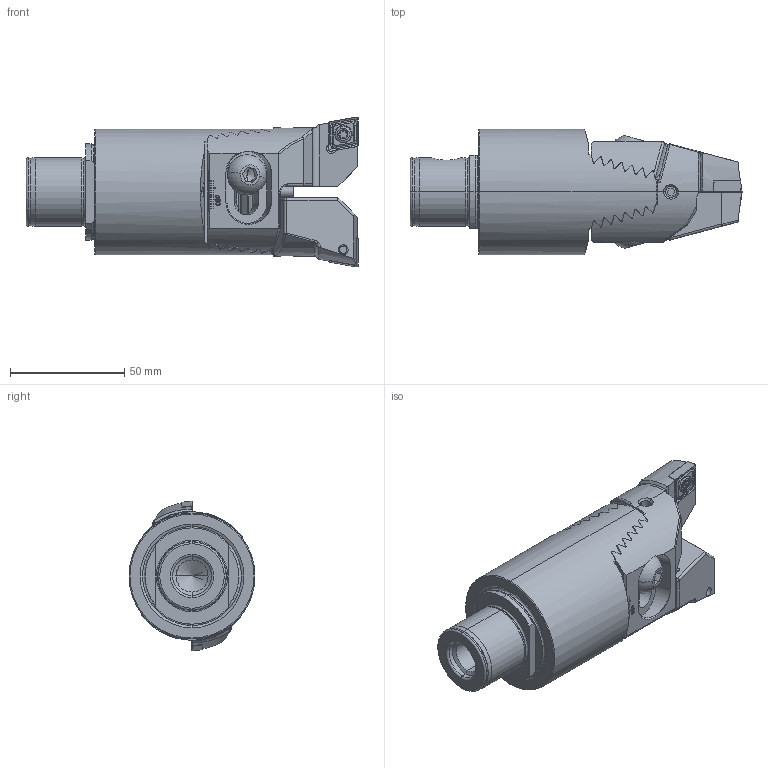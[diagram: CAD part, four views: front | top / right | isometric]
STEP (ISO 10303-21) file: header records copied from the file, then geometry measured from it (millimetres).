
FILE_DESCRIPTION (( 'STEP AP203' ), '1' );
FILE_NAME ('MB5-Z55.K21.115.STEP', '2017-12-04T06:55:52', ( 'SWIAdmin' ), ( 'Hewlett-Packard Company' ), 'SwSTEP 2.0', 'SolidWorks 2017', '' );
FILE_SCHEMA (( 'CONFIG_CONTROL_DESIGN' ));
Length unit declared in the file: millimetre
Products named in the file (11): Z55-ER1.002.025_A; Z55-ER1.003.025_A_gespannt; Z55-ER1.001.025; MB5-Z55.K21.115_A; Z42-ER2.001.019_A; Z55-xxx.001.037_C; MB5-Z55.K21.115; WCC-ER2.001.010_A; CCMT120404; Z55-ER3.001.020; Z55-WCC.001.037
Assembly tree (15 placements, depth 3):
  MB5-Z55.K21.115
    MB5-Z55.K21.115_A
    Z55-WCC.001.037
      Z55-xxx.001.037_C  x2
      WCC-ER2.001.010_A  x2
      CCMT120404  x2
      Z55-ER3.001.020  x2
    Z55-ER1.001.025  x2
      Z55-ER1.002.025_A
      Z55-ER1.003.025_A_gespannt
    Z42-ER2.001.019_A
Bounding box: 145 x 55 x 65.5 mm (x, y, z)
Volume: 223839.8 mm3; surface area: 53146 mm2
Topology: 14 solids, 14 shells, 1020 faces, 2654 edges, 1650 vertices
Faces by surface type: plane 490, cylinder 221, bspline 122, cone 121, torus 50, sphere 16
Entity records: 24095 total; most frequent: CARTESIAN_POINT 8413, ORIENTED_EDGE 3310, DIRECTION 2669, EDGE_CURVE 1655, VERTEX_POINT 1043, AXIS2_PLACEMENT_3D 951, VECTOR 767, LINE 767
